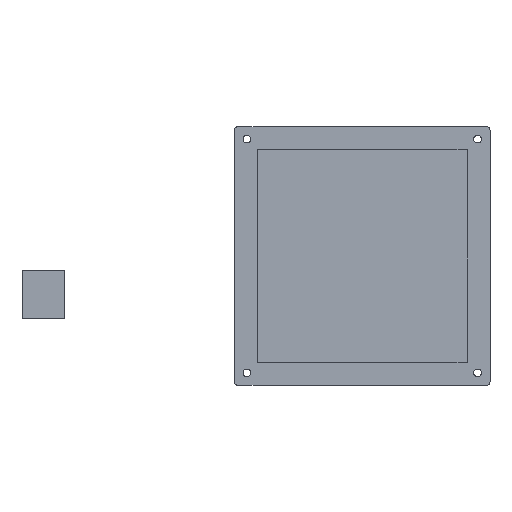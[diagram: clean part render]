
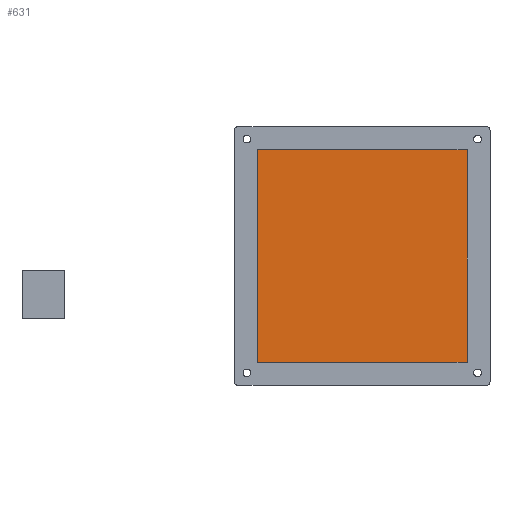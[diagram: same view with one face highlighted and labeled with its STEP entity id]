
A CAD part, top view. The second image highlights one B-rep face of the part: STEP entity #631.
In plain terms, the highlighted planar face has unit normal (0, 0, 1).
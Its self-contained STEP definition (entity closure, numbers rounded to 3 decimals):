
#43=PLANE('',#709);
#85=FACE_OUTER_BOUND('',#133,.T.);
#133=EDGE_LOOP('',(#557,#558,#559,#560));
#179=LINE('',#1033,#239);
#182=LINE('',#1039,#242);
#185=LINE('',#1045,#245);
#188=LINE('',#1049,#248);
#239=VECTOR('',#859,10.);
#242=VECTOR('',#864,10.);
#245=VECTOR('',#869,10.);
#248=VECTOR('',#874,10.);
#323=VERTEX_POINT('',#1030);
#324=VERTEX_POINT('',#1032);
#326=VERTEX_POINT('',#1038);
#328=VERTEX_POINT('',#1044);
#399=EDGE_CURVE('',#324,#323,#179,.T.);
#402=EDGE_CURVE('',#326,#324,#182,.T.);
#405=EDGE_CURVE('',#328,#326,#185,.T.);
#408=EDGE_CURVE('',#323,#328,#188,.T.);
#557=ORIENTED_EDGE('',*,*,#408,.T.);
#558=ORIENTED_EDGE('',*,*,#405,.T.);
#559=ORIENTED_EDGE('',*,*,#402,.T.);
#560=ORIENTED_EDGE('',*,*,#399,.T.);
#631=ADVANCED_FACE('',(#85),#43,.T.);
#709=AXIS2_PLACEMENT_3D('',#1050,#875,#876);
#859=DIRECTION('',(-1.,0.,0.));
#864=DIRECTION('',(0.,1.,0.));
#869=DIRECTION('',(1.,0.,0.));
#874=DIRECTION('',(0.,-1.,0.));
#875=DIRECTION('center_axis',(0.,0.,1.));
#876=DIRECTION('ref_axis',(1.,0.,0.));
#1030=CARTESIAN_POINT('',(10.,102.6,2.));
#1032=CARTESIAN_POINT('',(101.2,102.6,2.));
#1033=CARTESIAN_POINT('',(101.2,102.6,2.));
#1038=CARTESIAN_POINT('',(101.2,10.,2.));
#1039=CARTESIAN_POINT('',(101.2,10.,2.));
#1044=CARTESIAN_POINT('',(10.,10.,2.));
#1045=CARTESIAN_POINT('',(10.,10.,2.));
#1049=CARTESIAN_POINT('',(10.,102.6,2.));
#1050=CARTESIAN_POINT('Origin',(55.6,56.3,2.));
